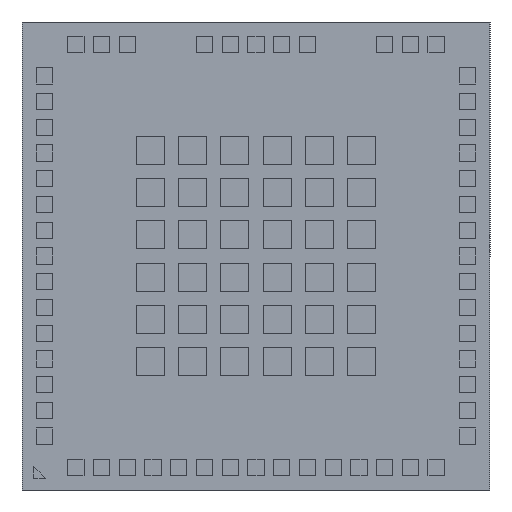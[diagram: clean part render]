
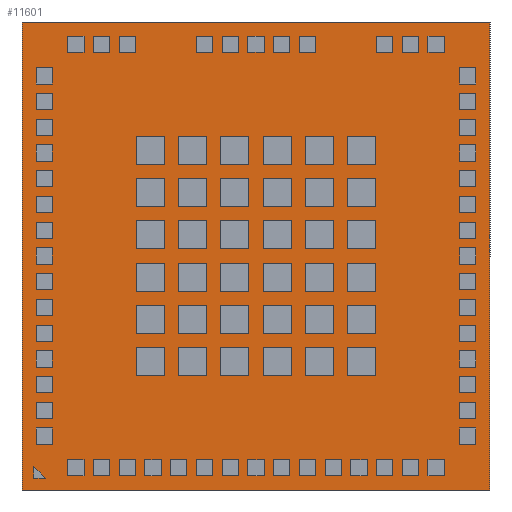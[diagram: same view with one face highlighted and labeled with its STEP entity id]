
A CAD part, front view. The second image highlights one B-rep face of the part: STEP entity #11601.
In plain terms, the highlighted planar face has unit normal (0, -1, 0).
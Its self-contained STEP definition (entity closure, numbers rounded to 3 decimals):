
#586 = LINE ( 'NONE', #12230, #11417 ) ;
#1584 = CARTESIAN_POINT ( 'NONE',  ( -5., 0.05, 5. ) ) ;
#1695 = CARTESIAN_POINT ( 'NONE',  ( 5., 0.05, -5. ) ) ;
#1734 = LINE ( 'NONE', #10521, #6791 ) ;
#1924 = CARTESIAN_POINT ( 'NONE',  ( -5., 0.05, -5. ) ) ;
#2321 = DIRECTION ( 'NONE',  ( 1., 0., 0. ) ) ;
#2519 = EDGE_CURVE ( 'NONE', #15189, #9203, #10631, .T. ) ;
#2572 = FACE_OUTER_BOUND ( 'NONE', #7430, .T. ) ;
#2677 = FACE_BOUND ( 'NONE', #5134, .T. ) ;
#2983 = VECTOR ( 'NONE', #4274, 1000. ) ;
#3378 = LINE ( 'NONE', #11744, #2983 ) ;
#3829 = DIRECTION ( 'NONE',  ( 0., 0., -1. ) ) ;
#3976 = VERTEX_POINT ( 'NONE', #1924 ) ;
#4274 = DIRECTION ( 'NONE',  ( 1., 0., 0. ) ) ;
#4785 = DIRECTION ( 'NONE',  ( 0., -1., 0. ) ) ;
#4864 = VERTEX_POINT ( 'NONE', #6485 ) ;
#5134 = EDGE_LOOP ( 'NONE', ( #15259, #5320, #15447 ) ) ;
#5320 = ORIENTED_EDGE ( 'NONE', *, *, #13668, .F. ) ;
#5443 = ORIENTED_EDGE ( 'NONE', *, *, #7361, .F. ) ;
#5502 = ORIENTED_EDGE ( 'NONE', *, *, #10217, .F. ) ;
#5634 = VECTOR ( 'NONE', #3829, 1000. ) ;
#5635 = DIRECTION ( 'NONE',  ( -1., 0., 0. ) ) ;
#5944 = CARTESIAN_POINT ( 'NONE',  ( -4.75, 0.05, -4.5 ) ) ;
#5968 = DIRECTION ( 'NONE',  ( 0., 0., -1. ) ) ;
#6057 = CARTESIAN_POINT ( 'NONE',  ( 0., 0.05, 0. ) ) ;
#6485 = CARTESIAN_POINT ( 'NONE',  ( -4.5, 0.05, -4.75 ) ) ;
#6532 = DIRECTION ( 'NONE',  ( 0., 0., 1. ) ) ;
#6791 = VECTOR ( 'NONE', #2321, 1000. ) ;
#6923 = DIRECTION ( 'NONE',  ( 0., 0., -1. ) ) ;
#7020 = CARTESIAN_POINT ( 'NONE',  ( -5., 0.05, -5. ) ) ;
#7049 = PLANE ( 'NONE',  #10801 ) ;
#7058 = CARTESIAN_POINT ( 'NONE',  ( -4.75, 0.05, -4.75 ) ) ;
#7361 = EDGE_CURVE ( 'NONE', #9203, #3976, #15343, .T. ) ;
#7363 = VERTEX_POINT ( 'NONE', #11691 ) ;
#7430 = EDGE_LOOP ( 'NONE', ( #8510, #14193, #5502, #5443 ) ) ;
#7496 = DIRECTION ( 'NONE',  ( -0.707, 0., 0.707 ) ) ;
#8510 = ORIENTED_EDGE ( 'NONE', *, *, #2519, .F. ) ;
#9203 = VERTEX_POINT ( 'NONE', #1695 ) ;
#9605 = EDGE_CURVE ( 'NONE', #7363, #15189, #3378, .T. ) ;
#9843 = VECTOR ( 'NONE', #6532, 1000. ) ;
#10217 = EDGE_CURVE ( 'NONE', #3976, #7363, #14979, .T. ) ;
#10268 = VECTOR ( 'NONE', #6923, 1000. ) ;
#10329 = EDGE_CURVE ( 'NONE', #11872, #12032, #15454, .T. ) ;
#10521 = CARTESIAN_POINT ( 'NONE',  ( -4.5, 0.05, -4.75 ) ) ;
#10631 = LINE ( 'NONE', #11233, #5634 ) ;
#10801 = AXIS2_PLACEMENT_3D ( 'NONE', #6057, #4785, #5968 ) ;
#11233 = CARTESIAN_POINT ( 'NONE',  ( 5., 0.05, 5. ) ) ;
#11417 = VECTOR ( 'NONE', #7496, 1000. ) ;
#11601 = ADVANCED_FACE ( 'NONE', ( #2677, #2572 ), #7049, .T. ) ;
#11691 = CARTESIAN_POINT ( 'NONE',  ( -5., 0.05, 5. ) ) ;
#11744 = CARTESIAN_POINT ( 'NONE',  ( -5., 0.05, 5. ) ) ;
#11872 = VERTEX_POINT ( 'NONE', #5944 ) ;
#12032 = VERTEX_POINT ( 'NONE', #7058 ) ;
#12230 = CARTESIAN_POINT ( 'NONE',  ( -4.75, 0.05, -4.5 ) ) ;
#12633 = CARTESIAN_POINT ( 'NONE',  ( 5., 0.05, 5. ) ) ;
#13056 = EDGE_CURVE ( 'NONE', #4864, #11872, #586, .T. ) ;
#13668 = EDGE_CURVE ( 'NONE', #12032, #4864, #1734, .T. ) ;
#14193 = ORIENTED_EDGE ( 'NONE', *, *, #9605, .F. ) ;
#14979 = LINE ( 'NONE', #1584, #9843 ) ;
#15189 = VERTEX_POINT ( 'NONE', #12633 ) ;
#15259 = ORIENTED_EDGE ( 'NONE', *, *, #13056, .F. ) ;
#15343 = LINE ( 'NONE', #7020, #15618 ) ;
#15351 = CARTESIAN_POINT ( 'NONE',  ( -4.75, 0.05, -4.75 ) ) ;
#15447 = ORIENTED_EDGE ( 'NONE', *, *, #10329, .F. ) ;
#15454 = LINE ( 'NONE', #15351, #10268 ) ;
#15618 = VECTOR ( 'NONE', #5635, 1000. ) ;
